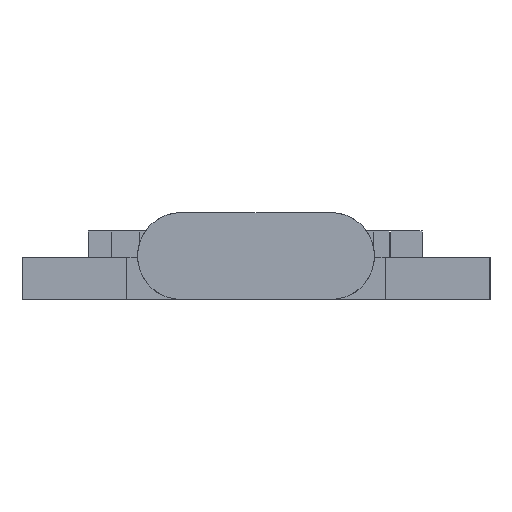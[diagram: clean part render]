
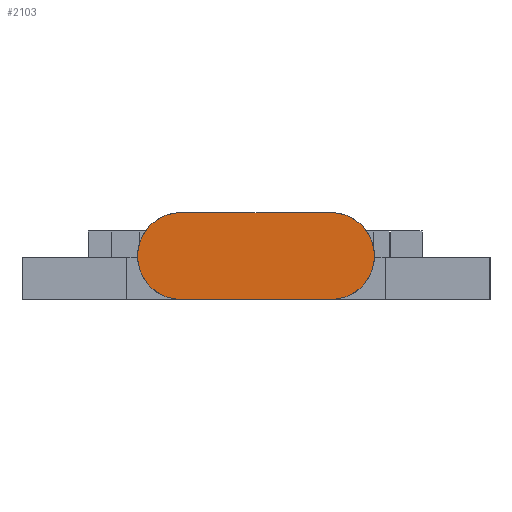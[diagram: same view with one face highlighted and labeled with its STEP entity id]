
A CAD part, left-side view. The second image highlights one B-rep face of the part: STEP entity #2103.
In plain terms, the highlighted planar face has unit normal (-1, 0, 0).
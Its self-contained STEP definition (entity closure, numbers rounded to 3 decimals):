
#135=CIRCLE('',#2229,1.65);
#174=CIRCLE('',#2270,1.65);
#226=FACE_OUTER_BOUND('',#369,.T.);
#369=EDGE_LOOP('',(#1535,#1536,#1537,#1538));
#562=LINE('',#3137,#777);
#571=LINE('',#3231,#786);
#777=VECTOR('',#2498,10.);
#786=VECTOR('',#2585,10.);
#982=VERTEX_POINT('',#3109);
#983=VERTEX_POINT('',#3110);
#994=VERTEX_POINT('',#3135);
#1040=VERTEX_POINT('',#3229);
#1178=EDGE_CURVE('',#982,#983,#135,.T.);
#1192=EDGE_CURVE('',#982,#994,#562,.T.);
#1238=EDGE_CURVE('',#1040,#994,#174,.T.);
#1239=EDGE_CURVE('',#1040,#983,#571,.T.);
#1535=ORIENTED_EDGE('',*,*,#1178,.F.);
#1536=ORIENTED_EDGE('',*,*,#1192,.T.);
#1537=ORIENTED_EDGE('',*,*,#1238,.F.);
#1538=ORIENTED_EDGE('',*,*,#1239,.T.);
#2031=PLANE('',#2269);
#2103=ADVANCED_FACE('',(#226),#2031,.T.);
#2229=AXIS2_PLACEMENT_3D('',#3111,#2480,#2481);
#2269=AXIS2_PLACEMENT_3D('',#3228,#2581,#2582);
#2270=AXIS2_PLACEMENT_3D('',#3230,#2583,#2584);
#2480=DIRECTION('center_axis',(1.,0.,0.));
#2481=DIRECTION('ref_axis',(0.,0.707,-0.707));
#2498=DIRECTION('',(0.,-1.,0.));
#2581=DIRECTION('center_axis',(-1.,0.,0.));
#2582=DIRECTION('ref_axis',(0.,0.,1.));
#2583=DIRECTION('center_axis',(1.,0.,0.));
#2584=DIRECTION('ref_axis',(0.,-0.707,-0.707));
#2585=DIRECTION('',(0.,1.,0.));
#3109=CARTESIAN_POINT('',(-0.749,11.74,-1.6));
#3110=CARTESIAN_POINT('',(-0.749,11.74,1.7));
#3111=CARTESIAN_POINT('Origin',(-0.749,11.74,0.05));
#3135=CARTESIAN_POINT('',(-0.749,6.04,-1.6));
#3137=CARTESIAN_POINT('',(-0.749,13.39,-1.6));
#3228=CARTESIAN_POINT('Origin',(-0.749,8.89,0.05));
#3229=CARTESIAN_POINT('',(-0.749,6.04,1.7));
#3230=CARTESIAN_POINT('Origin',(-0.749,6.04,0.05));
#3231=CARTESIAN_POINT('',(-0.749,4.39,1.7));
